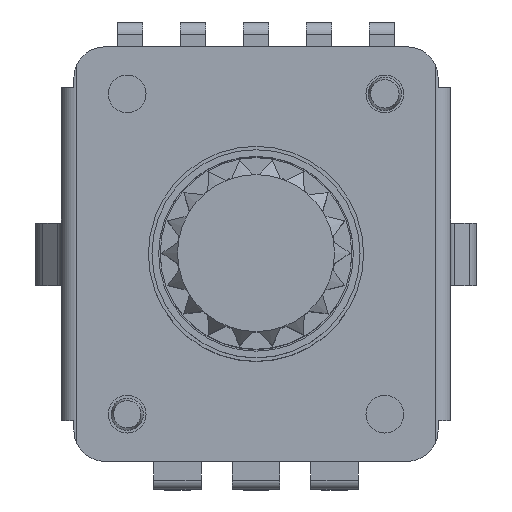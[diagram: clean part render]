
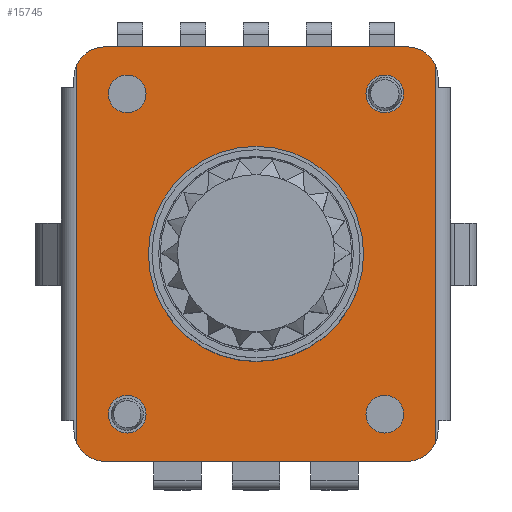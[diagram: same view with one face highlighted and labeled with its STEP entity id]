
A CAD part, top view. The second image highlights one B-rep face of the part: STEP entity #15745.
In plain terms, the highlighted face is planar.
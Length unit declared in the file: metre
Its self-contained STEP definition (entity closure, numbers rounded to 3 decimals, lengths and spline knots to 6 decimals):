
#817=PLANE('',#20400);
#2139=LINE('',#30132,#3670);
#2218=LINE('',#30360,#3749);
#2229=LINE('',#30389,#3760);
#2231=LINE('',#30392,#3762);
#3670=VECTOR('',#23871,1.);
#3749=VECTOR('',#24064,1.);
#3760=VECTOR('',#24093,1.);
#3762=VECTOR('',#24097,1.);
#7565=ORIENTED_EDGE('',*,*,#10241,.T.);
#7566=ORIENTED_EDGE('',*,*,#10243,.T.);
#7567=ORIENTED_EDGE('',*,*,#10245,.T.);
#7568=ORIENTED_EDGE('',*,*,#10247,.T.);
#7569=ORIENTED_EDGE('',*,*,#10250,.T.);
#7570=ORIENTED_EDGE('',*,*,#10360,.F.);
#7571=ORIENTED_EDGE('',*,*,#10336,.F.);
#7572=ORIENTED_EDGE('',*,*,#10342,.F.);
#7573=ORIENTED_EDGE('',*,*,#10345,.F.);
#7574=ORIENTED_EDGE('',*,*,#10358,.F.);
#7575=ORIENTED_EDGE('',*,*,#10340,.F.);
#7576=ORIENTED_EDGE('',*,*,#10239,.F.);
#7577=ORIENTED_EDGE('',*,*,#10361,.F.);
#10239=EDGE_CURVE('',#11886,#11884,#2139,.T.);
#10241=EDGE_CURVE('',#11888,#11888,#12472,.T.);
#10243=EDGE_CURVE('',#11890,#11890,#12474,.T.);
#10245=EDGE_CURVE('',#11892,#11892,#12476,.T.);
#10247=EDGE_CURVE('',#11894,#11894,#12478,.T.);
#10250=EDGE_CURVE('',#11897,#11897,#12481,.T.);
#10336=EDGE_CURVE('',#11965,#11963,#12490,.T.);
#10340=EDGE_CURVE('',#11884,#11967,#12492,.T.);
#10342=EDGE_CURVE('',#11969,#11965,#2218,.T.);
#10345=EDGE_CURVE('',#11971,#11969,#12493,.T.);
#10358=EDGE_CURVE('',#11967,#11971,#2229,.T.);
#10360=EDGE_CURVE('',#11963,#11976,#2231,.T.);
#10361=EDGE_CURVE('',#11976,#11886,#12497,.T.);
#11884=VERTEX_POINT('',#30127);
#11886=VERTEX_POINT('',#30131);
#11888=VERTEX_POINT('',#30137);
#11890=VERTEX_POINT('',#30142);
#11892=VERTEX_POINT('',#30147);
#11894=VERTEX_POINT('',#30152);
#11897=VERTEX_POINT('',#30160);
#11963=VERTEX_POINT('',#30339);
#11965=VERTEX_POINT('',#30343);
#11967=VERTEX_POINT('',#30351);
#11969=VERTEX_POINT('',#30358);
#11971=VERTEX_POINT('',#30367);
#11976=VERTEX_POINT('',#30393);
#12472=CIRCLE('',#20336,0.0006);
#12474=CIRCLE('',#20339,0.0006);
#12476=CIRCLE('',#20342,0.0006);
#12478=CIRCLE('',#20345,0.0006);
#12481=CIRCLE('',#20350,0.003425);
#12490=CIRCLE('',#20386,0.001);
#12492=CIRCLE('',#20389,0.001);
#12493=CIRCLE('',#20392,0.001);
#12497=CIRCLE('',#20401,0.001);
#13283=EDGE_LOOP('',(#7565));
#13284=EDGE_LOOP('',(#7566));
#13285=EDGE_LOOP('',(#7567));
#13286=EDGE_LOOP('',(#7568));
#13287=EDGE_LOOP('',(#7569));
#13288=EDGE_LOOP('',(#7570,#7571,#7572,#7573,#7574,#7575,#7576,#7577));
#14152=FACE_BOUND('',#13283,.T.);
#14153=FACE_BOUND('',#13284,.T.);
#14154=FACE_BOUND('',#13285,.T.);
#14155=FACE_BOUND('',#13286,.T.);
#14156=FACE_BOUND('',#13287,.T.);
#14157=FACE_BOUND('',#13288,.T.);
#15745=ADVANCED_FACE('',(#14152,#14153,#14154,#14155,#14156,#14157),#817,
 .T.);
#20336=AXIS2_PLACEMENT_3D('',#30136,#23876,#23877);
#20339=AXIS2_PLACEMENT_3D('',#30141,#23882,#23883);
#20342=AXIS2_PLACEMENT_3D('',#30146,#23888,#23889);
#20345=AXIS2_PLACEMENT_3D('',#30151,#23894,#23895);
#20350=AXIS2_PLACEMENT_3D('',#30159,#23904,#23905);
#20386=AXIS2_PLACEMENT_3D('',#30344,#24052,#24053);
#20389=AXIS2_PLACEMENT_3D('',#30355,#24059,#24060);
#20392=AXIS2_PLACEMENT_3D('',#30368,#24068,#24069);
#20400=AXIS2_PLACEMENT_3D('',#30391,#24095,#24096);
#20401=AXIS2_PLACEMENT_3D('',#30394,#24098,#24099);
#23871=DIRECTION('',(1.,0.,0.));
#23876=DIRECTION('',(0.,0.,1.));
#23877=DIRECTION('',(-1.,0.,0.));
#23882=DIRECTION('',(0.,0.,1.));
#23883=DIRECTION('',(-1.,0.,0.));
#23888=DIRECTION('',(0.,0.,1.));
#23889=DIRECTION('',(-1.,0.,0.));
#23894=DIRECTION('',(0.,0.,1.));
#23895=DIRECTION('',(-1.,0.,0.));
#23904=DIRECTION('',(0.,0.,1.));
#23905=DIRECTION('',(-1.,0.,0.));
#24052=DIRECTION('',(0.,0.,1.));
#24053=DIRECTION('',(-0.707,0.707,0.));
#24059=DIRECTION('',(0.,0.,1.));
#24060=DIRECTION('',(0.707,-0.707,0.));
#24064=DIRECTION('',(-1.,0.,0.));
#24068=DIRECTION('',(0.,0.,1.));
#24069=DIRECTION('',(0.707,0.707,0.));
#24093=DIRECTION('',(0.,1.,0.));
#24095=DIRECTION('',(0.,0.,-1.));
#24096=DIRECTION('',(1.,0.,0.));
#24097=DIRECTION('',(0.,-1.,0.));
#24098=DIRECTION('',(0.,0.,1.));
#24099=DIRECTION('',(-0.707,-0.707,0.));
#30127=CARTESIAN_POINT('',(0.006037,-0.007027,-0.006265));
#30131=CARTESIAN_POINT('',(-0.003563,-0.007027,-0.006265));
#30132=CARTESIAN_POINT('',(-0.003563,-0.007027,-0.006265));
#30136=CARTESIAN_POINT('',(-0.002863,-0.005527,-0.006265));
#30137=CARTESIAN_POINT('',(-0.003463,-0.005527,-0.006265));
#30141=CARTESIAN_POINT('',(0.005337,-0.005527,-0.006265));
#30142=CARTESIAN_POINT('',(0.004737,-0.005527,-0.006265));
#30146=CARTESIAN_POINT('',(-0.002863,0.004673,-0.006265));
#30147=CARTESIAN_POINT('',(-0.003463,0.004673,-0.006265));
#30151=CARTESIAN_POINT('',(0.005337,0.004673,-0.006265));
#30152=CARTESIAN_POINT('',(0.004737,0.004673,-0.006265));
#30159=CARTESIAN_POINT('',(0.001237,-0.000427,-0.006265));
#30160=CARTESIAN_POINT('',(-0.002187,-0.000427,-0.006265));
#30339=CARTESIAN_POINT('',(-0.004463,0.005609,-0.006265));
#30343=CARTESIAN_POINT('',(-0.003563,0.006173,-0.006265));
#30344=CARTESIAN_POINT('',(-0.003563,0.005173,-0.006265));
#30351=CARTESIAN_POINT('',(0.006937,-0.006463,-0.006265));
#30355=CARTESIAN_POINT('',(0.006037,-0.006027,-0.006265));
#30358=CARTESIAN_POINT('',(0.006037,0.006173,-0.006265));
#30360=CARTESIAN_POINT('',(0.006037,0.006173,-0.006265));
#30367=CARTESIAN_POINT('',(0.006937,0.005609,-0.006265));
#30368=CARTESIAN_POINT('',(0.006037,0.005173,-0.006265));
#30389=CARTESIAN_POINT('',(0.006937,-0.006463,-0.006265));
#30391=CARTESIAN_POINT('',(0.001237,-0.000427,-0.006265));
#30392=CARTESIAN_POINT('',(-0.004463,0.005609,-0.006265));
#30393=CARTESIAN_POINT('',(-0.004463,-0.006463,-0.006265));
#30394=CARTESIAN_POINT('',(-0.003563,-0.006027,-0.006265));
